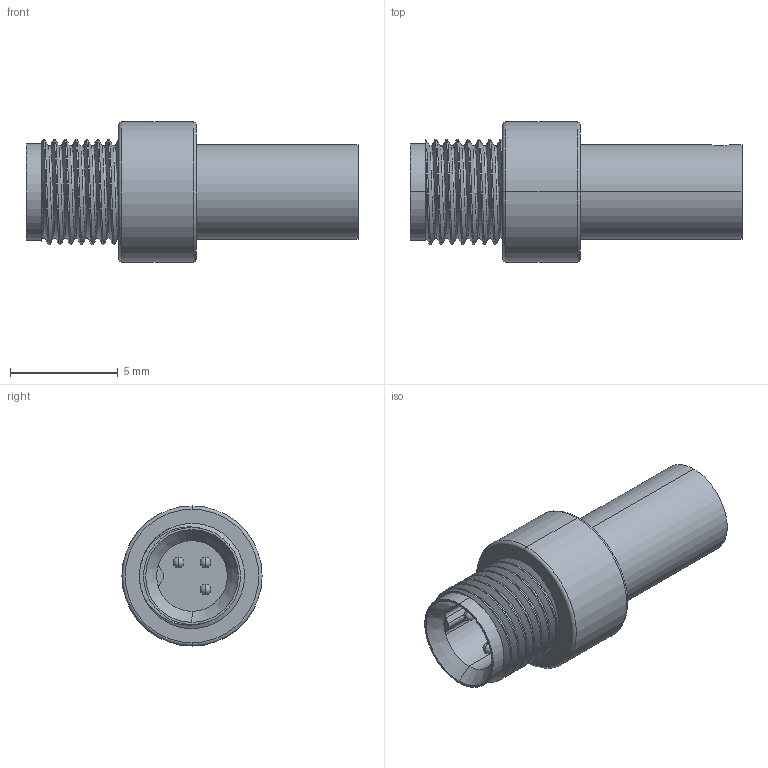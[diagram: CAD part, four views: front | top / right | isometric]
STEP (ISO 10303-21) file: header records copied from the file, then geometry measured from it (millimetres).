
FILE_DESCRIPTION (( 'STEP AP203' ), '1' );
FILE_NAME ('50-00670_revA.STEP', '2025-03-24T21:30:57', ( '' ), ( '' ), 'SwSTEP 2.0', 'SolidWorks 2021', '' );
FILE_SCHEMA (( 'CONFIG_CONTROL_DESIGN' ));
Length unit declared in the file: millimetre
Products named in the file (6): M5Male_shield; M5Male_pin_13.75 mm; 50-00670_revA; M5M3P; M5Male_inline threads_Step
Assembly tree (7 placements, depth 3):
  50-00670_revA
    M5Male_inline threads_Step
    M5M3P
      M5M3P
      M5Male_pin_13.75 mm  x3
    M5Male_shield
Bounding box: 15.4 x 6.5 x 6.5 mm (x, y, z)
Volume: 230.3 mm3; surface area: 880.1 mm2
Topology: 6 solids, 6 shells, 114 faces, 280 edges, 183 vertices
Faces by surface type: cylinder 66, plane 26, cone 6, bspline 6, sphere 6, torus 4
Entity records: 4906 total; most frequent: CARTESIAN_POINT 2160, DIRECTION 450, ORIENTED_EDGE 428, EDGE_CURVE 214, AXIS2_PLACEMENT_3D 190, VERTEX_POINT 139, EDGE_LOOP 109, CIRCLE 93
